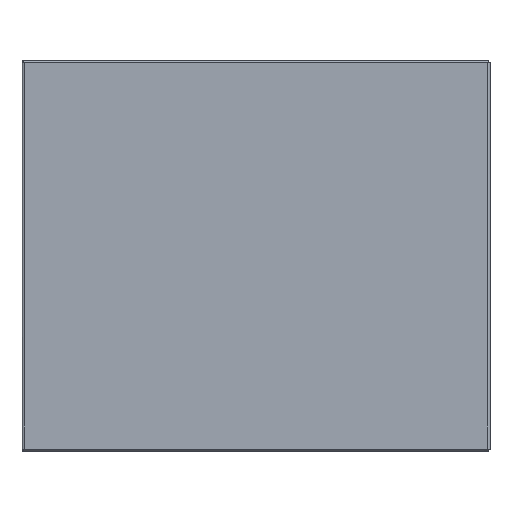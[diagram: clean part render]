
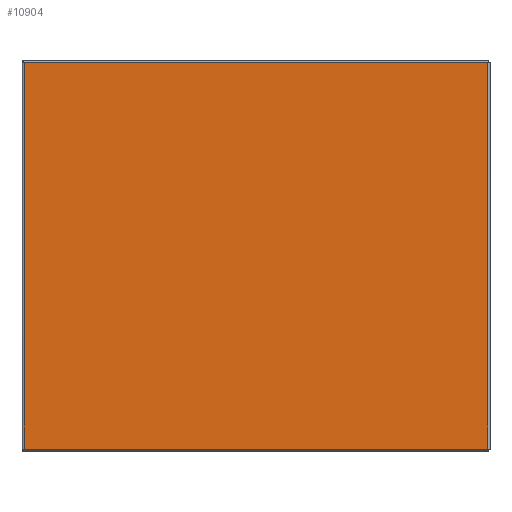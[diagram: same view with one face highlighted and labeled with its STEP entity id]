
A CAD part, top view. The second image highlights one B-rep face of the part: STEP entity #10904.
In plain terms, the highlighted planar face has unit normal (0, 0, 1).
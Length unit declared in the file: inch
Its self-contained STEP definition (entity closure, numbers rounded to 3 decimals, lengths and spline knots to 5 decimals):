
#58 = AXIS2_PLACEMENT_3D ( 'NONE', #10595, #4233, #11661 ) ;
#139 = CARTESIAN_POINT ( 'NONE',  ( 0.10525, 0.10525, 0.074 ) ) ;
#279 = DIRECTION ( 'NONE',  ( -1., 0., 0. ) ) ;
#323 = ORIENTED_EDGE ( 'NONE', *, *, #7140, .T. ) ;
#329 = ORIENTED_EDGE ( 'NONE', *, *, #11140, .T. ) ;
#553 = VECTOR ( 'NONE', #279, 39.37008 ) ;
#1301 = VERTEX_POINT ( 'NONE', #11648 ) ;
#1710 = DIRECTION ( 'NONE',  ( 1., 0., 0. ) ) ;
#2393 = VERTEX_POINT ( 'NONE', #6304 ) ;
#2522 = LINE ( 'NONE', #12893, #7906 ) ;
#2574 = LINE ( 'NONE', #13614, #5437 ) ;
#3427 = EDGE_CURVE ( 'NONE', #2393, #1301, #8683, .T. ) ;
#3806 = EDGE_CURVE ( 'NONE', #4658, #2393, #2574, .T. ) ;
#4233 = DIRECTION ( 'NONE',  ( 0., 0., 1. ) ) ;
#4560 = ORIENTED_EDGE ( 'NONE', *, *, #3806, .T. ) ;
#4658 = VERTEX_POINT ( 'NONE', #139 ) ;
#5365 = VERTEX_POINT ( 'NONE', #13483 ) ;
#5437 = VECTOR ( 'NONE', #1710, 39.37008 ) ;
#5634 = DIRECTION ( 'NONE',  ( 0., -1., 0. ) ) ;
#6304 = CARTESIAN_POINT ( 'NONE',  ( 20.01975, 0.10525, 0.074 ) ) ;
#6556 = ORIENTED_EDGE ( 'NONE', *, *, #3427, .T. ) ;
#7140 = EDGE_CURVE ( 'NONE', #5365, #4658, #2522, .T. ) ;
#7776 = CARTESIAN_POINT ( 'NONE',  ( 15.04112, 24.01975, 0.074 ) ) ;
#7906 = VECTOR ( 'NONE', #5634, 39.37008 ) ;
#8683 = LINE ( 'NONE', #8857, #11490 ) ;
#8857 = CARTESIAN_POINT ( 'NONE',  ( 20.01975, 6.08387, 0.074 ) ) ;
#8878 = DIRECTION ( 'NONE',  ( 0., 1., 0. ) ) ;
#8939 = FACE_OUTER_BOUND ( 'NONE', #12652, .T. ) ;
#10595 = CARTESIAN_POINT ( 'NONE',  ( 10.0625, 12.0625, 0.074 ) ) ;
#10904 = ADVANCED_FACE ( 'NONE', ( #8939 ), #12705, .T. ) ;
#11140 = EDGE_CURVE ( 'NONE', #1301, #5365, #11550, .T. ) ;
#11490 = VECTOR ( 'NONE', #8878, 39.37008 ) ;
#11550 = LINE ( 'NONE', #7776, #553 ) ;
#11648 = CARTESIAN_POINT ( 'NONE',  ( 20.01975, 24.01975, 0.074 ) ) ;
#11661 = DIRECTION ( 'NONE',  ( 1., 0., 0. ) ) ;
#12652 = EDGE_LOOP ( 'NONE', ( #6556, #329, #323, #4560 ) ) ;
#12705 = PLANE ( 'NONE',  #58 ) ;
#12893 = CARTESIAN_POINT ( 'NONE',  ( 0.10525, 18.04113, 0.074 ) ) ;
#13483 = CARTESIAN_POINT ( 'NONE',  ( 0.10525, 24.01975, 0.074 ) ) ;
#13614 = CARTESIAN_POINT ( 'NONE',  ( 5.08387, 0.10525, 0.074 ) ) ;
